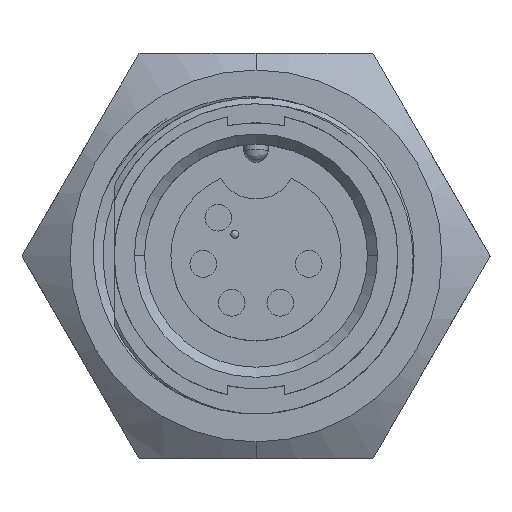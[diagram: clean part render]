
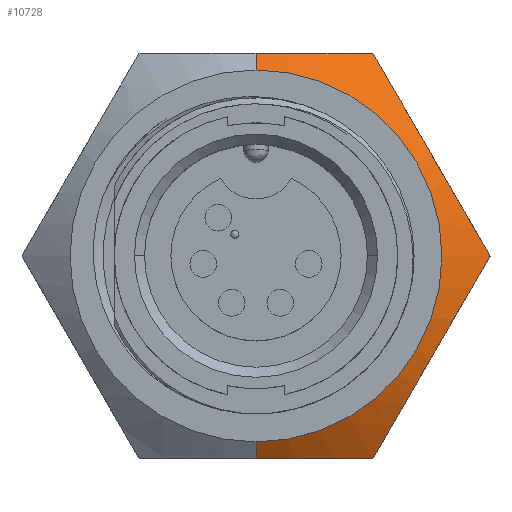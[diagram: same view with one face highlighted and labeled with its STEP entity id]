
A CAD part, top view. The second image highlights one B-rep face of the part: STEP entity #10728.
In plain terms, the highlighted conical face has half-angle 55 degrees and reference radius 14.683 mm.
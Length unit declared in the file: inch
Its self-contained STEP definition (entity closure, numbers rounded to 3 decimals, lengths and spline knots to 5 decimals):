
#295 = VERTEX_POINT ( 'NONE', #5321 ) ;
#1151 = VERTEX_POINT ( 'NONE', #20193 ) ;
#1286 = CONICAL_SURFACE ( 'NONE', #13202, 0.57806, 0.96 ) ;
#1866 = CARTESIAN_POINT ( 'NONE',  ( 0.0985, -0.5, -0.36016 ) ) ;
#2471 = CARTESIAN_POINT ( 'NONE',  ( 0.38345, -0.33584, -0.3592 ) ) ;
#2731 = EDGE_CURVE ( 'NONE', #9474, #295, #9658, .T. ) ;
#3262 = CARTESIAN_POINT ( 'NONE',  ( 0.53042, 0.08128, -0.3781 ) ) ;
#3553 = CARTESIAN_POINT ( 'NONE',  ( 0.02463, -0.5, -0.35384 ) ) ;
#3632 = CARTESIAN_POINT ( 'NONE',  ( 0.19482, -0.5, -0.37809 ) ) ;
#3835 = DIRECTION ( 'NONE',  ( 0., 0., -1. ) ) ;
#4253 = CARTESIAN_POINT ( 'NONE',  ( 0.44481, -0.22957, -0.3538 ) ) ;
#5039 = CARTESIAN_POINT ( 'NONE',  ( 0.45829, 0.20621, -0.35392 ) ) ;
#5040 = CARTESIAN_POINT ( 'NONE',  ( 0.28868, 0.5, -0.408 ) ) ;
#5119 = DIRECTION ( 'NONE',  ( 0., -0.819, -0.574 ) ) ;
#5321 = CARTESIAN_POINT ( 'NONE',  ( 0.28868, -0.5, -0.408 ) ) ;
#5402 = EDGE_LOOP ( 'NONE', ( #18453, #11984, #13949, #20914, #16423, #22629, #11987 ) ) ;
#5416 = CARTESIAN_POINT ( 'NONE',  ( 0.28868, -0.5, -0.408 ) ) ;
#5976 = CARTESIAN_POINT ( 'NONE',  ( 0., -0.45881, -0.325 ) ) ;
#6019 = CARTESIAN_POINT ( 'NONE',  ( 0.48189, -0.16534, -0.36006 ) ) ;
#6240 = CARTESIAN_POINT ( 'NONE',  ( 0.24181, 0.5, -0.39159 ) ) ;
#6695 = CARTESIAN_POINT ( 'NONE',  ( 0., 0., -0.4085 ) ) ;
#6802 = CARTESIAN_POINT ( 'NONE',  ( 0.40872, 0.29208, -0.35507 ) ) ;
#7780 = CARTESIAN_POINT ( 'NONE',  ( 0.53024, -0.08159, -0.37798 ) ) ;
#8303 = B_SPLINE_CURVE_WITH_KNOTS ( 'NONE', 3,
 ( #12008, #22566, #3262, #15554, #5039, #17334, #6802, #19102, #8555, #20880, #10305, #22636 ),
 .UNSPECIFIED., .F., .F.,
 ( 4, 2, 2, 2, 2, 4 ),
 ( 0., 0.00372, 0.00743, 0.00929, 0.01115, 0.01486 ),
 .UNSPECIFIED. ) ;
#8555 = CARTESIAN_POINT ( 'NONE',  ( 0.37197, 0.35574, -0.36376 ) ) ;
#9474 = VERTEX_POINT ( 'NONE', #14110 ) ;
#9519 = CARTESIAN_POINT ( 'NONE',  ( 0.57735, 0., -0.408 ) ) ;
#9658 = B_SPLINE_CURVE_WITH_KNOTS ( 'NONE', 3,
 ( #21173, #3553, #12376, #1866, #14132, #3632, #15929, #5416 ),
 .UNSPECIFIED., .F., .F.,
 ( 4, 2, 2, 4 ),
 ( 0.00746, 0.00931, 0.01116, 0.01486 ),
 .UNSPECIFIED. ) ;
#9734 = CARTESIAN_POINT ( 'NONE',  ( 0.09839, 0.5, -0.35909 ) ) ;
#10139 = DIRECTION ( 'NONE',  ( 0., 0., -1. ) ) ;
#10305 = CARTESIAN_POINT ( 'NONE',  ( 0.31209, 0.45945, -0.39161 ) ) ;
#10728 = ADVANCED_FACE ( 'NONE', ( #15852 ), #1286, .T. ) ;
#10795 = CARTESIAN_POINT ( 'NONE',  ( 0., 0.57806, -0.4085 ) ) ;
#11083 = CIRCLE ( 'NONE', #14277, 0.45881 ) ;
#11390 = VECTOR ( 'NONE', #5119, 39.37008 ) ;
#11505 = CARTESIAN_POINT ( 'NONE',  ( 0., 0.5, -0.35384 ) ) ;
#11984 = ORIENTED_EDGE ( 'NONE', *, *, #13405, .T. ) ;
#11987 = ORIENTED_EDGE ( 'NONE', *, *, #15497, .F. ) ;
#12008 = CARTESIAN_POINT ( 'NONE',  ( 0.57735, 0., -0.408 ) ) ;
#12114 = B_SPLINE_CURVE_WITH_KNOTS ( 'NONE', 3,
 ( #20024, #21788, #12971, #2471, #14747, #4253, #16537, #6019, #18315, #7780, #20098, #9519 ),
 .UNSPECIFIED., .F., .F.,
 ( 4, 2, 2, 2, 2, 4 ),
 ( 0., 0.00372, 0.00743, 0.00929, 0.01115, 0.01486 ),
 .UNSPECIFIED. ) ;
#12226 = EDGE_CURVE ( 'NONE', #295, #1151, #12114, .T. ) ;
#12376 = CARTESIAN_POINT ( 'NONE',  ( 0.04952, -0.5, -0.35514 ) ) ;
#12971 = CARTESIAN_POINT ( 'NONE',  ( 0.3356, -0.41872, -0.3781 ) ) ;
#13202 = AXIS2_PLACEMENT_3D ( 'NONE', #6695, #10139, #18936 ) ;
#13319 = VERTEX_POINT ( 'NONE', #5040 ) ;
#13405 = EDGE_CURVE ( 'NONE', #13859, #9474, #21318, .T. ) ;
#13859 = VERTEX_POINT ( 'NONE', #5976 ) ;
#13949 = ORIENTED_EDGE ( 'NONE', *, *, #2731, .T. ) ;
#14110 = CARTESIAN_POINT ( 'NONE',  ( 0., -0.5, -0.35384 ) ) ;
#14132 = CARTESIAN_POINT ( 'NONE',  ( 0.12274, -0.5, -0.36387 ) ) ;
#14277 = AXIS2_PLACEMENT_3D ( 'NONE', #14334, #3835, #16125 ) ;
#14334 = CARTESIAN_POINT ( 'NONE',  ( 0., 0., -0.325 ) ) ;
#14747 = CARTESIAN_POINT ( 'NONE',  ( 0.40773, -0.29379, -0.35392 ) ) ;
#14964 = CARTESIAN_POINT ( 'NONE',  ( 0.28868, 0.5, -0.408 ) ) ;
#15198 = VECTOR ( 'NONE', #21377, 39.37008 ) ;
#15461 = EDGE_CURVE ( 'NONE', #22380, #13859, #11083, .T. ) ;
#15497 = EDGE_CURVE ( 'NONE', #22380, #21925, #20471, .T. ) ;
#15554 = CARTESIAN_POINT ( 'NONE',  ( 0.48257, 0.16416, -0.3592 ) ) ;
#15852 = FACE_OUTER_BOUND ( 'NONE', #5402, .T. ) ;
#15929 = CARTESIAN_POINT ( 'NONE',  ( 0.24203, -0.5, -0.39167 ) ) ;
#16085 = EDGE_CURVE ( 'NONE', #1151, #13319, #8303, .T. ) ;
#16125 = DIRECTION ( 'NONE',  ( 0., 1., 0. ) ) ;
#16400 = EDGE_CURVE ( 'NONE', #13319, #21925, #22315, .T. ) ;
#16422 = CARTESIAN_POINT ( 'NONE',  ( 0., 0.45881, -0.325 ) ) ;
#16423 = ORIENTED_EDGE ( 'NONE', *, *, #16085, .T. ) ;
#16537 = CARTESIAN_POINT ( 'NONE',  ( 0.4573, -0.20792, -0.35507 ) ) ;
#17334 = CARTESIAN_POINT ( 'NONE',  ( 0.42122, 0.27043, -0.3538 ) ) ;
#18315 = CARTESIAN_POINT ( 'NONE',  ( 0.49406, -0.14426, -0.36376 ) ) ;
#18453 = ORIENTED_EDGE ( 'NONE', *, *, #15461, .T. ) ;
#18936 = DIRECTION ( 'NONE',  ( 0., 1., 0. ) ) ;
#19102 = CARTESIAN_POINT ( 'NONE',  ( 0.38413, 0.33466, -0.36006 ) ) ;
#20024 = CARTESIAN_POINT ( 'NONE',  ( 0.28868, -0.5, -0.408 ) ) ;
#20098 = CARTESIAN_POINT ( 'NONE',  ( 0.55394, -0.04055, -0.39161 ) ) ;
#20193 = CARTESIAN_POINT ( 'NONE',  ( 0.57735, 0., -0.408 ) ) ;
#20319 = CARTESIAN_POINT ( 'NONE',  ( 0.19447, 0.5, -0.378 ) ) ;
#20471 = LINE ( 'NONE', #10795, #15198 ) ;
#20880 = CARTESIAN_POINT ( 'NONE',  ( 0.33578, 0.41841, -0.37798 ) ) ;
#20886 = CARTESIAN_POINT ( 'NONE',  ( 0., 0.5, -0.35384 ) ) ;
#20914 = ORIENTED_EDGE ( 'NONE', *, *, #12226, .T. ) ;
#21173 = CARTESIAN_POINT ( 'NONE',  ( 0., -0.5, -0.35384 ) ) ;
#21318 = LINE ( 'NONE', #22788, #11390 ) ;
#21377 = DIRECTION ( 'NONE',  ( 0., 0.819, -0.574 ) ) ;
#21788 = CARTESIAN_POINT ( 'NONE',  ( 0.31202, -0.45957, -0.39165 ) ) ;
#21925 = VERTEX_POINT ( 'NONE', #20886 ) ;
#22081 = CARTESIAN_POINT ( 'NONE',  ( 0.04964, 0.5, -0.35384 ) ) ;
#22315 = B_SPLINE_CURVE_WITH_KNOTS ( 'NONE', 3,
 ( #14964, #6240, #20319, #9734, #22081, #11505 ),
 .UNSPECIFIED., .F., .F.,
 ( 4, 2, 4 ),
 ( 0., 0.00373, 0.00746 ),
 .UNSPECIFIED. ) ;
#22380 = VERTEX_POINT ( 'NONE', #16422 ) ;
#22566 = CARTESIAN_POINT ( 'NONE',  ( 0.55401, 0.04043, -0.39165 ) ) ;
#22629 = ORIENTED_EDGE ( 'NONE', *, *, #16400, .T. ) ;
#22636 = CARTESIAN_POINT ( 'NONE',  ( 0.28868, 0.5, -0.408 ) ) ;
#22788 = CARTESIAN_POINT ( 'NONE',  ( 0., -0.57806, -0.4085 ) ) ;
